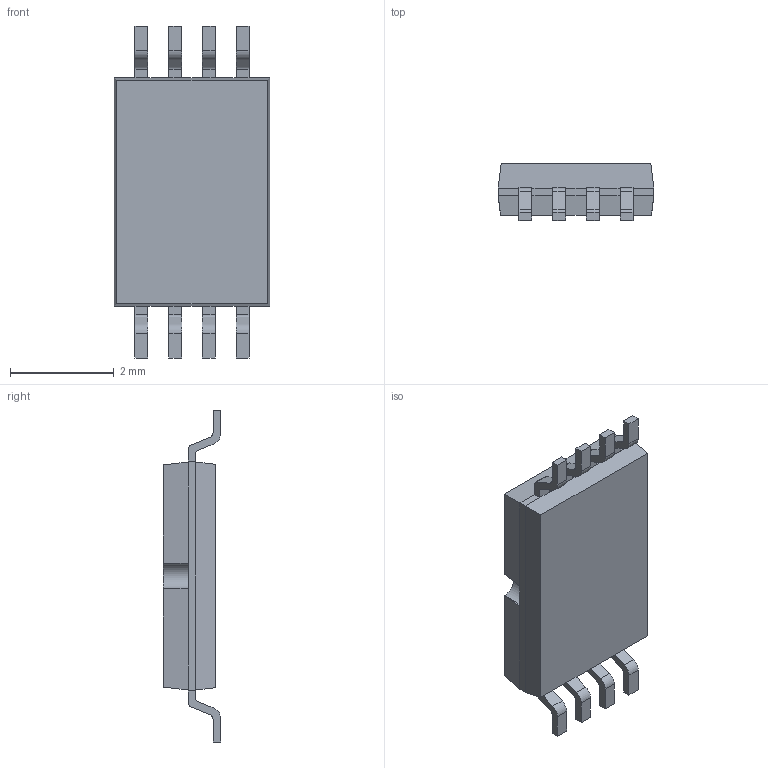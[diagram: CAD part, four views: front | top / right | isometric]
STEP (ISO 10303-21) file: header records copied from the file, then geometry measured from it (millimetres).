
FILE_DESCRIPTION (( 'STEP AP214' ), '1' );
FILE_NAME ('tssop8_model.STEP', '2016-07-01T18:58:22', ( 'NgocHoang' ), ( '' ), 'SwSTEP 2.0', 'SolidWorks 2010', '' );
FILE_SCHEMA (( 'AUTOMOTIVE_DESIGN' ));
Length unit declared in the file: millimetre
Products named in the file (3): tssop8_model; tssop8_body; pin5to8_tssop8
Assembly tree (9 placements, depth 2):
  tssop8_model
    tssop8_body
    pin5to8_tssop8  x8
Bounding box: 3 x 1.1 x 6.4 mm (x, y, z)
Volume: 13.2 mm3; surface area: 51.1 mm2
Topology: 9 solids, 9 shells, 196 faces, 484 edges, 308 vertices
Faces by surface type: plane 154, cylinder 37, bspline 5
Entity records: 3490 total; most frequent: CARTESIAN_POINT 863, ORIENTED_EDGE 464, DIRECTION 446, EDGE_CURVE 232, VECTOR 204, LINE 204, VERTEX_POINT 140, AXIS2_PLACEMENT_3D 121
